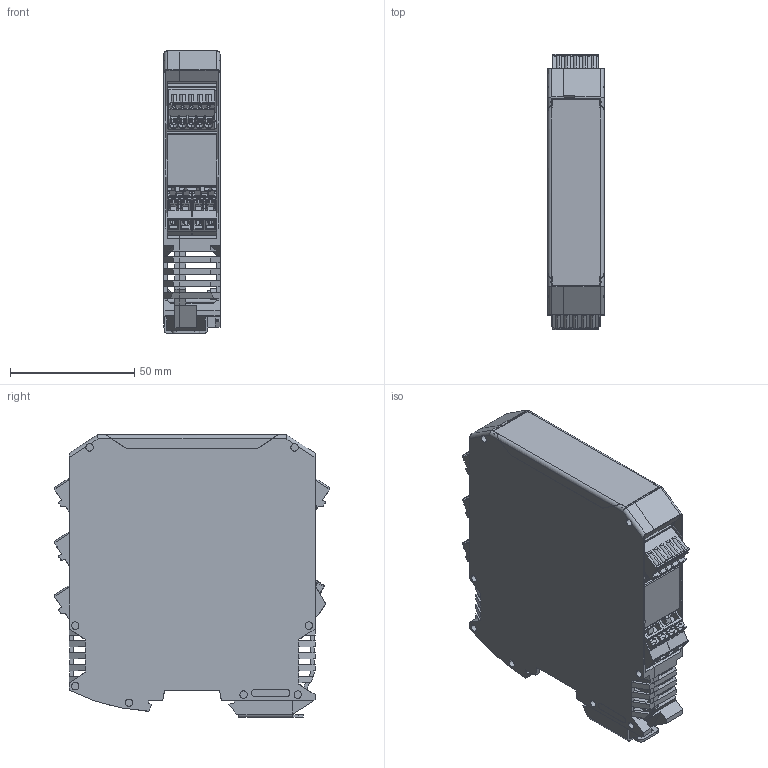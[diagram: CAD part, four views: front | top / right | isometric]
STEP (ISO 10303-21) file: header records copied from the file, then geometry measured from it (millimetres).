
FILE_DESCRIPTION(/* description */ ('Alibre Inc.'),/* implementation_level */ '2;1');
FILE_NAME(/* name */ 'export-CA2051F6-7B5F-4CFA-8D0E-B54D6B587051',/* time_stamp */ '2021-08-30T11:34:38+02:00',/* author */ (''),/* organization */ (''),/* preprocessor_version */ 'ST-DEVELOPER v17',/* originating_system */ 'Alibre',/* authorisation */ '');
FILE_SCHEMA (('AUTOMOTIVE_DESIGN'));
Length unit declared in the file: millimetre
Products named in the file (15): ID_1; MCO_1_5_5-G1R-3_5_H.Select__00448318; MCO_1_5_5-G1L-3_5_H.Select__00448314; 1773604
Bounding box: 22.6 x 111.07 x 113.7 mm (x, y, z)
Volume: 76437.8 mm3; surface area: 97772.6 mm2
Topology: 20 solids, 20 shells, 6792 faces, 18747 edges, 12267 vertices
Faces by surface type: plane 5084, cylinder 1518, cone 150, torus 20, sphere 16, bspline 4
Full cylindrical faces by diameter (mm): 2.2 x32, 6.4 x2, 6.5 x1
Entity records: 132195 total; most frequent: CARTESIAN_POINT 24967, ORIENTED_EDGE 23380, DIRECTION 18510, EDGE_CURVE 11689, VECTOR 9673, LINE 9673, VERTEX_POINT 7689, AXIS2_PLACEMENT_3D 6068
